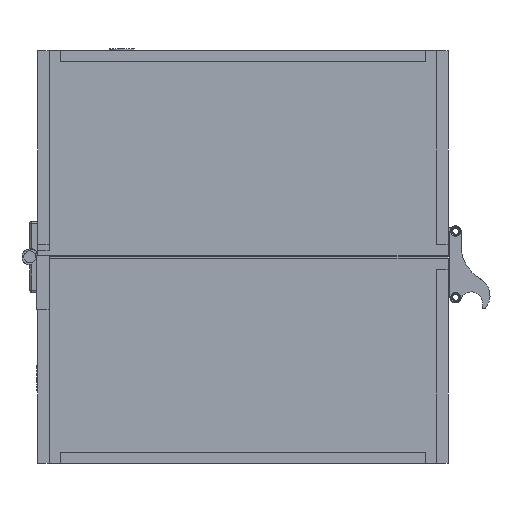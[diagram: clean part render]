
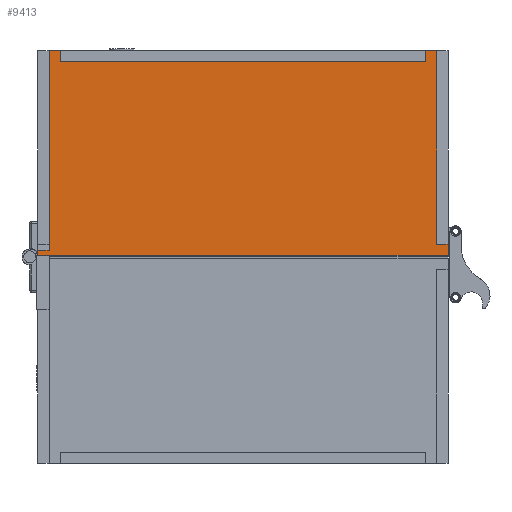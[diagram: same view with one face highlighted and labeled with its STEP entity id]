
A CAD part, front view. The second image highlights one B-rep face of the part: STEP entity #9413.
In plain terms, the highlighted face is planar.
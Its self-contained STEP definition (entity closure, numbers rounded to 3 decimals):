
#782=PLANE('',#10538);
#1172=FACE_OUTER_BOUND('',#1757,.T.);
#1757=EDGE_LOOP('',(#7601,#7602,#7603,#7604,#7605,#7606,#7607,#7608,#7609,
#7610,#7611,#7612));
#2569=LINE('',#15161,#3442);
#2572=LINE('',#15167,#3445);
#2576=LINE('',#15176,#3449);
#2580=LINE('',#15183,#3453);
#2583=LINE('',#15191,#3456);
#2586=LINE('',#15197,#3459);
#2589=LINE('',#15203,#3462);
#2591=LINE('',#15207,#3464);
#2598=LINE('',#15219,#3471);
#2599=LINE('',#15220,#3472);
#2600=LINE('',#15221,#3473);
#2601=LINE('',#15222,#3474);
#3442=VECTOR('',#12344,10.);
#3445=VECTOR('',#12349,10.);
#3449=VECTOR('',#12355,10.);
#3453=VECTOR('',#12361,10.);
#3456=VECTOR('',#12366,10.);
#3459=VECTOR('',#12371,10.);
#3462=VECTOR('',#12376,10.);
#3464=VECTOR('',#12380,10.);
#3471=VECTOR('',#12391,10.);
#3472=VECTOR('',#12392,10.);
#3473=VECTOR('',#12393,10.);
#3474=VECTOR('',#12394,10.);
#4572=VERTEX_POINT('',#15158);
#4573=VERTEX_POINT('',#15160);
#4575=VERTEX_POINT('',#15166);
#4578=VERTEX_POINT('',#15173);
#4579=VERTEX_POINT('',#15175);
#4581=VERTEX_POINT('',#15181);
#4584=VERTEX_POINT('',#15188);
#4585=VERTEX_POINT('',#15190);
#4587=VERTEX_POINT('',#15196);
#4589=VERTEX_POINT('',#15202);
#4590=VERTEX_POINT('',#15206);
#4593=VERTEX_POINT('',#15218);
#5641=EDGE_CURVE('',#4573,#4572,#2569,.T.);
#5644=EDGE_CURVE('',#4575,#4573,#2572,.T.);
#5648=EDGE_CURVE('',#4579,#4578,#2576,.T.);
#5652=EDGE_CURVE('',#4578,#4581,#2580,.T.);
#5655=EDGE_CURVE('',#4585,#4584,#2583,.T.);
#5658=EDGE_CURVE('',#4587,#4585,#2586,.T.);
#5661=EDGE_CURVE('',#4589,#4587,#2589,.T.);
#5663=EDGE_CURVE('',#4579,#4590,#2591,.T.);
#5670=EDGE_CURVE('',#4593,#4572,#2598,.T.);
#5671=EDGE_CURVE('',#4590,#4593,#2599,.T.);
#5672=EDGE_CURVE('',#4589,#4581,#2600,.T.);
#5673=EDGE_CURVE('',#4575,#4584,#2601,.T.);
#7601=ORIENTED_EDGE('',*,*,#5644,.T.);
#7602=ORIENTED_EDGE('',*,*,#5641,.T.);
#7603=ORIENTED_EDGE('',*,*,#5670,.F.);
#7604=ORIENTED_EDGE('',*,*,#5671,.F.);
#7605=ORIENTED_EDGE('',*,*,#5663,.F.);
#7606=ORIENTED_EDGE('',*,*,#5648,.T.);
#7607=ORIENTED_EDGE('',*,*,#5652,.T.);
#7608=ORIENTED_EDGE('',*,*,#5672,.F.);
#7609=ORIENTED_EDGE('',*,*,#5661,.T.);
#7610=ORIENTED_EDGE('',*,*,#5658,.T.);
#7611=ORIENTED_EDGE('',*,*,#5655,.T.);
#7612=ORIENTED_EDGE('',*,*,#5673,.F.);
#9413=ADVANCED_FACE('',(#1172),#782,.T.);
#10538=AXIS2_PLACEMENT_3D('',#15217,#12389,#12390);
#12344=DIRECTION('',(-1.,0.,0.));
#12349=DIRECTION('',(0.,0.,1.));
#12355=DIRECTION('',(-1.,0.,0.));
#12361=DIRECTION('',(0.,0.,-1.));
#12366=DIRECTION('',(0.,0.,-1.));
#12371=DIRECTION('',(-1.,0.,0.));
#12376=DIRECTION('',(0.,0.,1.));
#12380=DIRECTION('',(0.,0.,1.));
#12389=DIRECTION('center_axis',(0.,1.,0.));
#12390=DIRECTION('ref_axis',(1.,0.,0.));
#12391=DIRECTION('',(0.,0.,-1.));
#12392=DIRECTION('',(-1.,0.,0.));
#12393=DIRECTION('',(1.,0.,0.));
#12394=DIRECTION('',(1.,0.,0.));
#15158=CARTESIAN_POINT('',(-110.,48.,-3.7));
#15160=CARTESIAN_POINT('',(-104.,48.,-3.7));
#15161=CARTESIAN_POINT('',(-52.,48.,-3.7));
#15166=CARTESIAN_POINT('',(-104.,48.,-110.7));
#15167=CARTESIAN_POINT('',(-104.,48.,-83.2));
#15173=CARTESIAN_POINT('',(104.,48.,-6.7));
#15175=CARTESIAN_POINT('',(110.,48.,-6.7));
#15176=CARTESIAN_POINT('',(55.,48.,-6.7));
#15181=CARTESIAN_POINT('',(104.,48.,-110.7));
#15183=CARTESIAN_POINT('',(104.,48.,-31.2));
#15188=CARTESIAN_POINT('',(-98.,48.,-110.7));
#15190=CARTESIAN_POINT('',(-98.,48.,-104.7));
#15191=CARTESIAN_POINT('',(-98.,48.,-80.2));
#15196=CARTESIAN_POINT('',(98.,48.,-104.7));
#15197=CARTESIAN_POINT('',(49.,48.,-104.7));
#15202=CARTESIAN_POINT('',(98.,48.,-110.7));
#15203=CARTESIAN_POINT('',(98.,48.,-83.2));
#15206=CARTESIAN_POINT('',(110.,48.,-0.7));
#15207=CARTESIAN_POINT('',(110.,48.,-110.7));
#15217=CARTESIAN_POINT('Origin',(0.,48.,-55.7));
#15218=CARTESIAN_POINT('',(-110.,48.,-0.7));
#15219=CARTESIAN_POINT('',(-110.,48.,-0.7));
#15220=CARTESIAN_POINT('',(110.,48.,-0.7));
#15221=CARTESIAN_POINT('',(-110.,48.,-110.7));
#15222=CARTESIAN_POINT('',(-110.,48.,-110.7));
